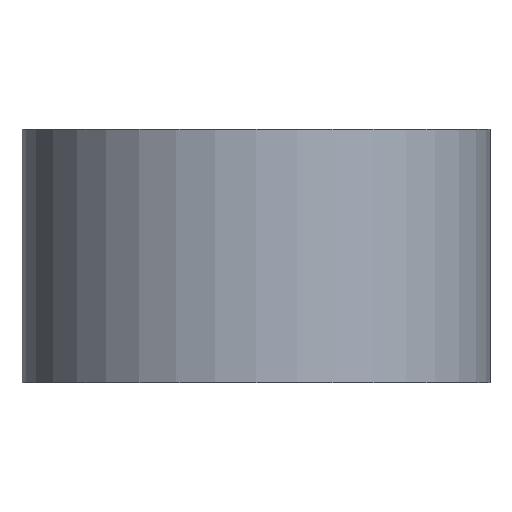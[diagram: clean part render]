
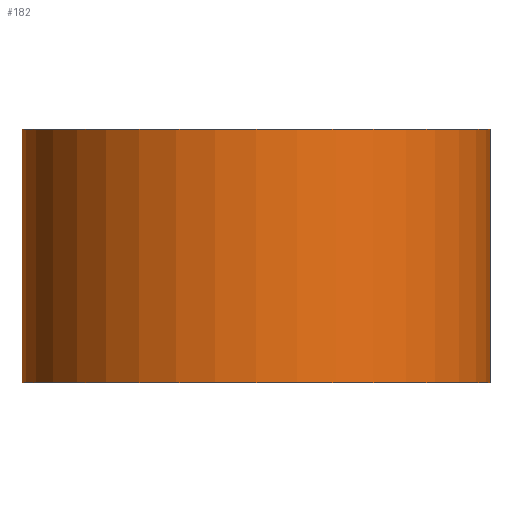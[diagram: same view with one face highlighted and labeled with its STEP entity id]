
A CAD part, front view. The second image highlights one B-rep face of the part: STEP entity #182.
In plain terms, the highlighted cylindrical face has radius 12 mm (diameter 24 mm), a full revolution.
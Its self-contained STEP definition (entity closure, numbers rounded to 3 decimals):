
#17=FACE_BOUND('',#46,.T.);
#24=B_SPLINE_CURVE_WITH_KNOTS('',3,(#301,#302,#303,#304,#305,#306,#307,
#308,#309,#310),.UNSPECIFIED.,.F.,.F.,(4,2,2,2,4),(0.468,0.529,
0.666,0.802,0.864),.UNSPECIFIED.);
#25=B_SPLINE_CURVE_WITH_KNOTS('',3,(#328,#329,#330,#331,#332,#333,#334,
#335,#336,#337,#338),.UNSPECIFIED.,.F.,.F.,(4,2,3,2,4),(-0.198,
-0.136,0.,0.136,0.198),.UNSPECIFIED.);
#33=FACE_OUTER_BOUND('',#45,.T.);
#45=EDGE_LOOP('',(#153,#154,#155,#156,#157,#158));
#46=EDGE_LOOP('',(#159,#160,#161,#162));
#53=LINE('',#318,#60);
#55=LINE('',#341,#62);
#57=LINE('',#354,#64);
#60=VECTOR('',#250,10.);
#62=VECTOR('',#266,10.);
#64=VECTOR('',#280,12.);
#76=CIRCLE('',#224,12.);
#77=CIRCLE('',#225,12.);
#78=CIRCLE('',#226,12.);
#79=CIRCLE('',#227,12.);
#83=VERTEX_POINT('',#299);
#84=VERTEX_POINT('',#300);
#87=VERTEX_POINT('',#317);
#90=VERTEX_POINT('',#327);
#93=VERTEX_POINT('',#349);
#94=VERTEX_POINT('',#350);
#95=VERTEX_POINT('',#353);
#96=VERTEX_POINT('',#355);
#101=EDGE_CURVE('',#83,#84,#24,.T.);
#105=EDGE_CURVE('',#87,#83,#53,.T.);
#110=EDGE_CURVE('',#90,#87,#25,.T.);
#112=EDGE_CURVE('',#84,#90,#55,.T.);
#116=EDGE_CURVE('',#93,#94,#76,.T.);
#117=EDGE_CURVE('',#94,#93,#77,.T.);
#118=EDGE_CURVE('',#94,#95,#57,.T.);
#119=EDGE_CURVE('',#95,#96,#78,.T.);
#120=EDGE_CURVE('',#96,#95,#79,.T.);
#153=ORIENTED_EDGE('',*,*,#116,.F.);
#154=ORIENTED_EDGE('',*,*,#117,.F.);
#155=ORIENTED_EDGE('',*,*,#118,.T.);
#156=ORIENTED_EDGE('',*,*,#119,.T.);
#157=ORIENTED_EDGE('',*,*,#120,.T.);
#158=ORIENTED_EDGE('',*,*,#118,.F.);
#159=ORIENTED_EDGE('',*,*,#105,.T.);
#160=ORIENTED_EDGE('',*,*,#101,.T.);
#161=ORIENTED_EDGE('',*,*,#112,.T.);
#162=ORIENTED_EDGE('',*,*,#110,.T.);
#174=CYLINDRICAL_SURFACE('',#223,12.);
#182=ADVANCED_FACE('',(#33,#17),#174,.T.);
#223=AXIS2_PLACEMENT_3D('',#348,#274,#275);
#224=AXIS2_PLACEMENT_3D('',#351,#276,#277);
#225=AXIS2_PLACEMENT_3D('',#352,#278,#279);
#226=AXIS2_PLACEMENT_3D('',#356,#281,#282);
#227=AXIS2_PLACEMENT_3D('',#357,#283,#284);
#250=DIRECTION('',(0.,0.,-1.));
#266=DIRECTION('',(0.,0.,1.));
#274=DIRECTION('center_axis',(0.,0.,1.));
#275=DIRECTION('ref_axis',(1.,0.,0.));
#276=DIRECTION('center_axis',(0.,0.,1.));
#277=DIRECTION('ref_axis',(1.,0.,0.));
#278=DIRECTION('center_axis',(0.,0.,1.));
#279=DIRECTION('ref_axis',(1.,0.,0.));
#280=DIRECTION('',(0.,0.,-1.));
#281=DIRECTION('center_axis',(0.,0.,1.));
#282=DIRECTION('ref_axis',(1.,0.,0.));
#283=DIRECTION('center_axis',(0.,0.,1.));
#284=DIRECTION('ref_axis',(1.,0.,0.));
#299=CARTESIAN_POINT('',(-2.,11.832,2.151));
#300=CARTESIAN_POINT('',(2.,11.832,2.151));
#301=CARTESIAN_POINT('Ctrl Pts',(-2.,11.832,2.151));
#302=CARTESIAN_POINT('Ctrl Pts',(-1.813,11.864,2.233));
#303=CARTESIAN_POINT('Ctrl Pts',(-1.613,11.893,2.297));
#304=CARTESIAN_POINT('Ctrl Pts',(-0.947,11.971,2.461));
#305=CARTESIAN_POINT('Ctrl Pts',(-0.455,12.,2.506));
#306=CARTESIAN_POINT('Ctrl Pts',(0.455,12.,2.506));
#307=CARTESIAN_POINT('Ctrl Pts',(0.947,11.971,2.461));
#308=CARTESIAN_POINT('Ctrl Pts',(1.613,11.893,2.297));
#309=CARTESIAN_POINT('Ctrl Pts',(1.813,11.864,2.233));
#310=CARTESIAN_POINT('Ctrl Pts',(2.,11.832,2.151));
#317=CARTESIAN_POINT('',(-2.,11.832,10.849));
#318=CARTESIAN_POINT('',(-2.,11.832,0.));
#327=CARTESIAN_POINT('',(2.,11.832,10.849));
#328=CARTESIAN_POINT('Ctrl Pts',(2.,11.832,10.849));
#329=CARTESIAN_POINT('Ctrl Pts',(1.813,11.864,10.767));
#330=CARTESIAN_POINT('Ctrl Pts',(1.613,11.893,10.703));
#331=CARTESIAN_POINT('Ctrl Pts',(0.947,11.971,10.539));
#332=CARTESIAN_POINT('Ctrl Pts',(0.455,12.,10.494));
#333=CARTESIAN_POINT('Ctrl Pts',(0.,12.,10.494));
#334=CARTESIAN_POINT('Ctrl Pts',(-0.455,12.,10.494));
#335=CARTESIAN_POINT('Ctrl Pts',(-0.947,11.971,10.539));
#336=CARTESIAN_POINT('Ctrl Pts',(-1.613,11.893,10.703));
#337=CARTESIAN_POINT('Ctrl Pts',(-1.813,11.864,10.767));
#338=CARTESIAN_POINT('Ctrl Pts',(-2.,11.832,10.849));
#341=CARTESIAN_POINT('',(2.,11.832,0.));
#348=CARTESIAN_POINT('Origin',(0.,0.,0.));
#349=CARTESIAN_POINT('',(12.,0.,13.));
#350=CARTESIAN_POINT('',(-12.,0.,13.));
#351=CARTESIAN_POINT('Origin',(0.,0.,13.));
#352=CARTESIAN_POINT('Origin',(0.,0.,13.));
#353=CARTESIAN_POINT('',(-12.,0.,0.));
#354=CARTESIAN_POINT('',(-12.,0.,0.));
#355=CARTESIAN_POINT('',(12.,0.,0.));
#356=CARTESIAN_POINT('Origin',(0.,0.,0.));
#357=CARTESIAN_POINT('Origin',(0.,0.,0.));
